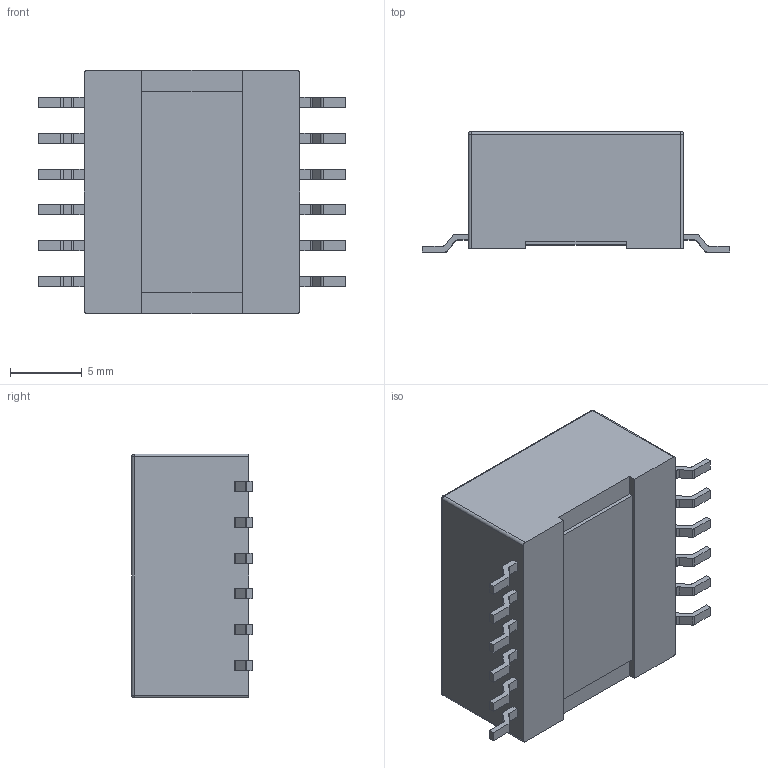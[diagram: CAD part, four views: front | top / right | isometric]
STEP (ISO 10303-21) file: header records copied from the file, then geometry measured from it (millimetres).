
FILE_DESCRIPTION((''),'2;1');
FILE_NAME('PM620','2012-08-21T',('ryans'),('Bourns, Inc.'),'PRO/ENGINEER BY PARAMETRIC TECHNOLOGY CORPORATION, 2010100','PRO/ENGINEER BY PARAMETRIC TECHNOLOGY CORPORATION, 2010100','');
FILE_SCHEMA(('CONFIG_CONTROL_DESIGN'));
Length unit declared in the file: millimetre
Products named in the file (1): PM620
Bounding box: 21.4 x 8.4 x 17 mm (x, y, z)
Volume: 2053.4 mm3; surface area: 1123.8 mm2
Topology: 1 solids, 1 shells, 182 faces, 492 edges, 324 vertices
Faces by surface type: plane 122, cylinder 56, sphere 4
Entity records: 5730 total; most frequent: CARTESIAN_POINT 998, ORIENTED_EDGE 984, DIRECTION 968, EDGE_CURVE 492, VECTOR 380, LINE 380, VERTEX_POINT 324, AXIS2_PLACEMENT_3D 294
